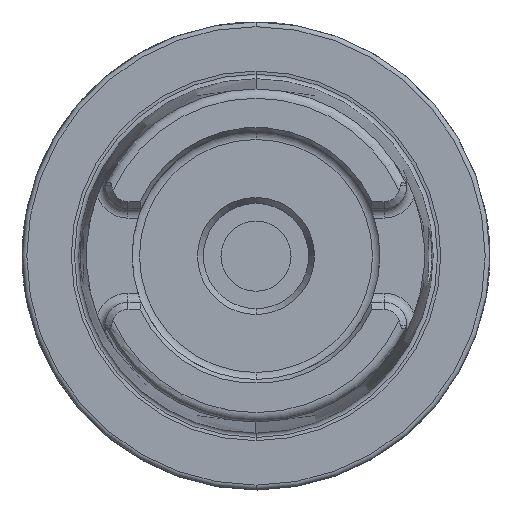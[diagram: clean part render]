
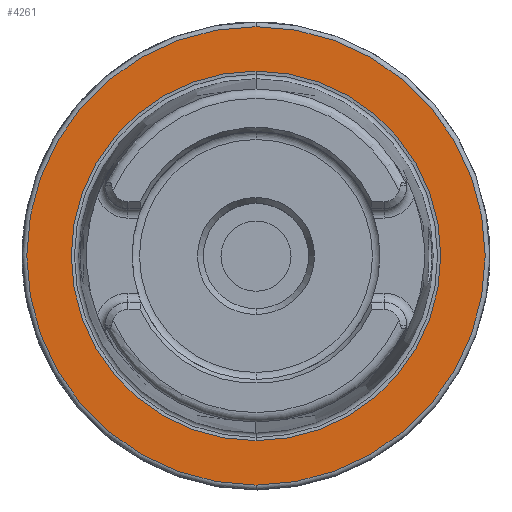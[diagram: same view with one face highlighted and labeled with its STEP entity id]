
A CAD part, top view. The second image highlights one B-rep face of the part: STEP entity #4261.
In plain terms, the highlighted planar face has unit normal (0, 0, 1).
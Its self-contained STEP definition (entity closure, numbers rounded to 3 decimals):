
#1122=CARTESIAN_POINT('',(0,0,29));
#1123=DIRECTION('',(0,0,1));
#1124=DIRECTION('',(0,1,0));
#1125=AXIS2_PLACEMENT_3D('',#1122,#1123,#1124);
#1127=CARTESIAN_POINT('',(0,0,29));
#1128=DIRECTION('',(0,0,-1));
#1129=DIRECTION('',(0,1,0));
#1130=AXIS2_PLACEMENT_3D('',#1127,#1128,#1129);
#1132=CARTESIAN_POINT('',(0,0,29));
#1133=DIRECTION('',(0,0,1));
#1134=DIRECTION('',(0,1,0));
#1135=AXIS2_PLACEMENT_3D('',#1132,#1133,#1134);
#1137=CARTESIAN_POINT('',(0,0,29));
#1138=DIRECTION('',(0,0,1));
#1139=DIRECTION('',(0,-1,0));
#1140=AXIS2_PLACEMENT_3D('',#1137,#1138,#1139);
#2813=CARTESIAN_POINT('',(0,39.499,29));
#2815=VERTEX_POINT('',#2813);
#2849=CARTESIAN_POINT('',(0,-39.499,29));
#2851=VERTEX_POINT('',#2849);
#2861=CARTESIAN_POINT('',(0,49,29));
#2862=CARTESIAN_POINT('',(0.,-49,29));
#2863=VERTEX_POINT('',#2861);
#2864=VERTEX_POINT('',#2862);
#4246=CARTESIAN_POINT('',(0,0,29));
#4247=DIRECTION('',(0,0,-1));
#4248=DIRECTION('',(0,-1,0));
#4249=AXIS2_PLACEMENT_3D('',#4246,#4247,#4248);
#4250=PLANE('',#4249);
#4252=ORIENTED_EDGE('',*,*,#4251,.F.);
#4254=ORIENTED_EDGE('',*,*,#4253,.F.);
#4255=EDGE_LOOP('',(#4252,#4254));
#4256=FACE_OUTER_BOUND('',#4255,.F.);
#4257=ORIENTED_EDGE('',*,*,#4228,.T.);
#4258=ORIENTED_EDGE('',*,*,#4239,.F.);
#4259=EDGE_LOOP('',(#4257,#4258));
#4260=FACE_BOUND('',#4259,.F.);
#4261=ADVANCED_FACE('',(#4256,#4260),#4250,.F.);
#1126=CIRCLE('',#1125,39.499);
#1131=CIRCLE('',#1130,39.499);
#1136=CIRCLE('',#1135,49);
#1141=CIRCLE('',#1140,49);
#4228=EDGE_CURVE('',#2815,#2851,#1126,.T.);
#4239=EDGE_CURVE('',#2815,#2851,#1131,.T.);
#4251=EDGE_CURVE('',#2863,#2864,#1136,.T.);
#4253=EDGE_CURVE('',#2864,#2863,#1141,.T.);
